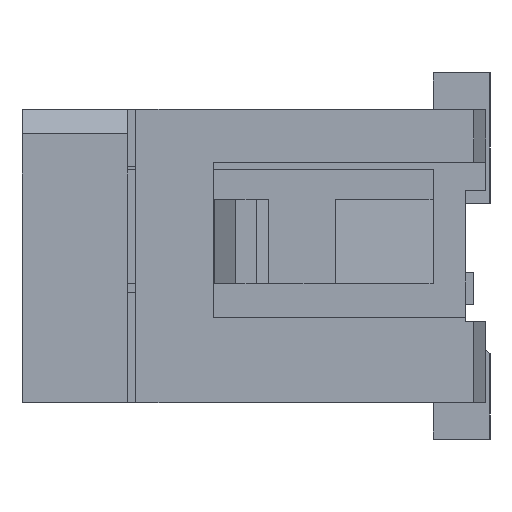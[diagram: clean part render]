
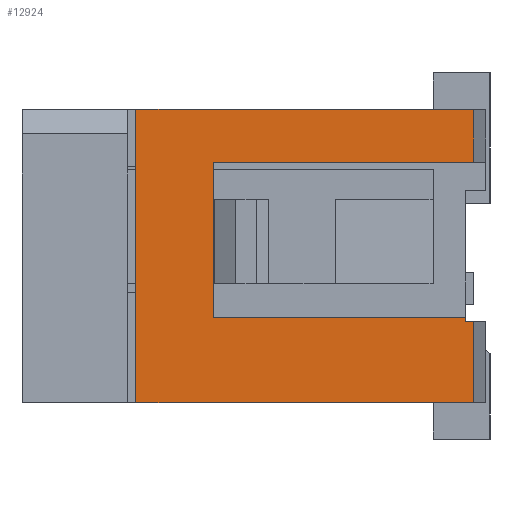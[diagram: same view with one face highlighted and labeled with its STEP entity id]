
A CAD part, left-side view. The second image highlights one B-rep face of the part: STEP entity #12924.
In plain terms, the highlighted planar face has unit normal (-1, 0, 0).
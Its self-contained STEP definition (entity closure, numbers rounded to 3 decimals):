
#1=DIRECTION('',(0.,0.,-1.));
#2=VECTOR('',#1,3.6);
#3=CARTESIAN_POINT('',(-13.425,4.3,1.8));
#4=LINE('',#3,#2);
#5=DIRECTION('',(0.,-1.,0.));
#6=VECTOR('',#5,4.15);
#7=CARTESIAN_POINT('',(-13.425,4.3,1.8));
#8=LINE('',#7,#6);
#9=DIRECTION('',(0.,0.,-1.));
#10=VECTOR('',#9,0.65);
#11=CARTESIAN_POINT('',(-13.425,0.15,1.8));
#12=LINE('',#11,#10);
#13=DIRECTION('',(0.,1.,0.));
#14=VECTOR('',#13,3.2);
#15=CARTESIAN_POINT('',(-13.425,0.15,1.15));
#16=LINE('',#15,#14);
#17=DIRECTION('',(0.,0.,-1.));
#18=VECTOR('',#17,1.9);
#19=CARTESIAN_POINT('',(-13.425,3.35,1.15));
#20=LINE('',#19,#18);
#21=DIRECTION('',(0.,1.,0.));
#22=VECTOR('',#21,3.1);
#23=CARTESIAN_POINT('',(-13.425,0.25,-0.75));
#24=LINE('',#23,#22);
#25=DIRECTION('',(0.,0.,-1.));
#26=VECTOR('',#25,0.05);
#27=CARTESIAN_POINT('',(-13.425,0.25,-0.75));
#28=LINE('',#27,#26);
#29=DIRECTION('',(0.,-1.,0.));
#30=VECTOR('',#29,0.1);
#31=CARTESIAN_POINT('',(-13.425,0.25,-0.8));
#32=LINE('',#31,#30);
#33=DIRECTION('',(0.,0.,-1.));
#34=VECTOR('',#33,1.);
#35=CARTESIAN_POINT('',(-13.425,0.15,-0.8));
#36=LINE('',#35,#34);
#37=DIRECTION('',(0.,1.,0.));
#38=VECTOR('',#37,4.15);
#39=CARTESIAN_POINT('',(-13.425,0.15,-1.8));
#40=LINE('',#39,#38);
#9741=CARTESIAN_POINT('',(-13.425,4.3,1.8));
#9742=CARTESIAN_POINT('',(-13.425,4.3,-1.8));
#9743=VERTEX_POINT('',#9741);
#9744=VERTEX_POINT('',#9742);
#9753=CARTESIAN_POINT('',(-13.425,0.15,1.8));
#9754=VERTEX_POINT('',#9753);
#9761=CARTESIAN_POINT('',(-13.425,0.15,-1.8));
#9762=VERTEX_POINT('',#9761);
#9817=CARTESIAN_POINT('',(-13.425,0.15,1.15));
#9818=VERTEX_POINT('',#9817);
#9819=CARTESIAN_POINT('',(-13.425,0.15,-0.8));
#9820=VERTEX_POINT('',#9819);
#9841=CARTESIAN_POINT('',(-13.425,0.25,-0.8));
#9842=VERTEX_POINT('',#9841);
#9965=CARTESIAN_POINT('',(-13.425,3.35,1.15));
#9966=CARTESIAN_POINT('',(-13.425,3.35,-0.75));
#9967=VERTEX_POINT('',#9965);
#9968=VERTEX_POINT('',#9966);
#9969=CARTESIAN_POINT('',(-13.425,0.25,-0.75));
#9970=VERTEX_POINT('',#9969);
#12897=CARTESIAN_POINT('',(-13.425,0.,0.));
#12898=DIRECTION('',(1.,0.,0.));
#12899=DIRECTION('',(0.,-1.,0.));
#12900=AXIS2_PLACEMENT_3D('',#12897,#12898,#12899);
#12901=PLANE('',#12900);
#12903=ORIENTED_EDGE('',*,*,#12902,.F.);
#12905=ORIENTED_EDGE('',*,*,#12904,.T.);
#12907=ORIENTED_EDGE('',*,*,#12906,.T.);
#12909=ORIENTED_EDGE('',*,*,#12908,.T.);
#12911=ORIENTED_EDGE('',*,*,#12910,.T.);
#12913=ORIENTED_EDGE('',*,*,#12912,.F.);
#12915=ORIENTED_EDGE('',*,*,#12914,.T.);
#12917=ORIENTED_EDGE('',*,*,#12916,.T.);
#12919=ORIENTED_EDGE('',*,*,#12918,.T.);
#12921=ORIENTED_EDGE('',*,*,#12920,.T.);
#12922=EDGE_LOOP('',(#12903,#12905,#12907,#12909,#12911,#12913,#12915,#12917,
#12919,#12921));
#12923=FACE_OUTER_BOUND('',#12922,.F.);
#12924=ADVANCED_FACE('',(#12923),#12901,.F.);
#12902=EDGE_CURVE('',#9743,#9744,#4,.T.);
#12904=EDGE_CURVE('',#9743,#9754,#8,.T.);
#12906=EDGE_CURVE('',#9754,#9818,#12,.T.);
#12908=EDGE_CURVE('',#9818,#9967,#16,.T.);
#12910=EDGE_CURVE('',#9967,#9968,#20,.T.);
#12912=EDGE_CURVE('',#9970,#9968,#24,.T.);
#12914=EDGE_CURVE('',#9970,#9842,#28,.T.);
#12916=EDGE_CURVE('',#9842,#9820,#32,.T.);
#12918=EDGE_CURVE('',#9820,#9762,#36,.T.);
#12920=EDGE_CURVE('',#9762,#9744,#40,.T.);
